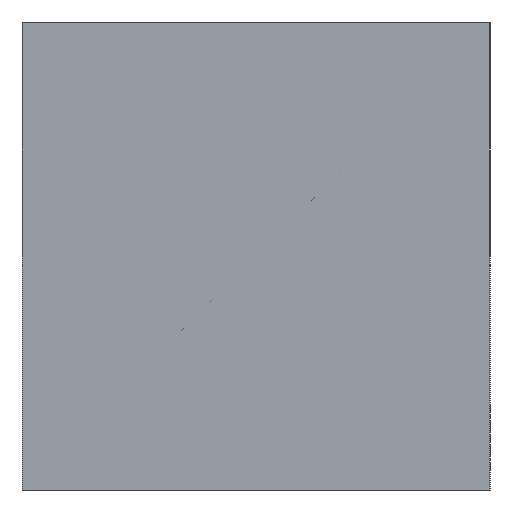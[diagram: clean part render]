
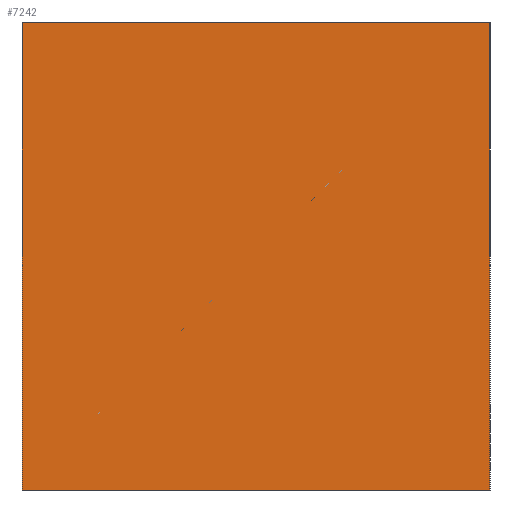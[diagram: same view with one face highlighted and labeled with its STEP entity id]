
A CAD part, left-side view. The second image highlights one B-rep face of the part: STEP entity #7242.
In plain terms, the highlighted planar face has unit normal (-1, 0, 0).
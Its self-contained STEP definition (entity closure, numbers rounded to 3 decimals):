
#850=FACE_OUTER_BOUND('',#1254,.T.);
#1254=EDGE_LOOP('',(#6319,#6320,#6321,#6322));
#1548=LINE('',#11147,#2258);
#1970=LINE('',#12344,#2680);
#1971=LINE('',#12345,#2681);
#1972=LINE('',#12346,#2682);
#2258=VECTOR('',#8060,10.);
#2680=VECTOR('',#9060,10.);
#2681=VECTOR('',#9061,10.);
#2682=VECTOR('',#9062,10.);
#2990=VERTEX_POINT('',#11140);
#2993=VERTEX_POINT('',#11145);
#3350=VERTEX_POINT('',#12342);
#3351=VERTEX_POINT('',#12343);
#3810=EDGE_CURVE('',#2993,#2990,#1548,.T.);
#4346=EDGE_CURVE('',#3350,#3351,#1970,.T.);
#4347=EDGE_CURVE('',#3351,#2990,#1971,.T.);
#4348=EDGE_CURVE('',#3350,#2993,#1972,.T.);
#6319=ORIENTED_EDGE('',*,*,#4346,.T.);
#6320=ORIENTED_EDGE('',*,*,#4347,.T.);
#6321=ORIENTED_EDGE('',*,*,#3810,.F.);
#6322=ORIENTED_EDGE('',*,*,#4348,.F.);
#6574=PLANE('',#7624);
#7242=ADVANCED_FACE('',(#850),#6574,.T.);
#7624=AXIS2_PLACEMENT_3D('',#12341,#9058,#9059);
#8060=DIRECTION('',(0.,-1.,0.));
#9058=DIRECTION('center_axis',(-1.,0.,0.));
#9059=DIRECTION('ref_axis',(0.,-1.,0.));
#9060=DIRECTION('',(0.,-1.,0.));
#9061=DIRECTION('',(0.,0.,1.));
#9062=DIRECTION('',(0.,0.,1.));
#11140=CARTESIAN_POINT('',(0.,0.,63.5));
#11145=CARTESIAN_POINT('',(0.,63.5,63.5));
#11147=CARTESIAN_POINT('',(0.,63.5,63.5));
#12341=CARTESIAN_POINT('Origin',(0.,63.5,0.));
#12342=CARTESIAN_POINT('',(0.,63.5,0.));
#12343=CARTESIAN_POINT('',(0.,0.,0.));
#12344=CARTESIAN_POINT('',(0.,63.5,0.));
#12345=CARTESIAN_POINT('',(0.,0.,0.));
#12346=CARTESIAN_POINT('',(0.,63.5,0.));
